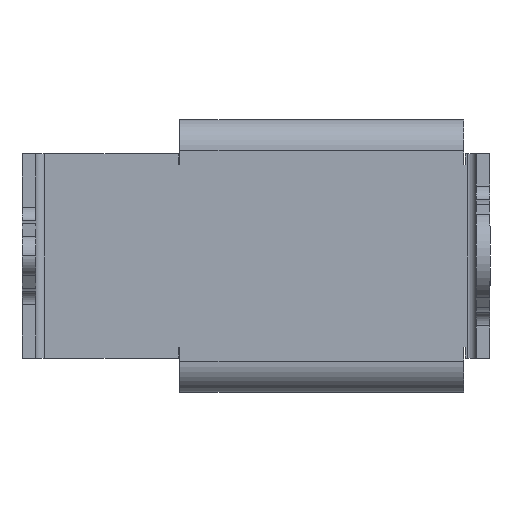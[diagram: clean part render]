
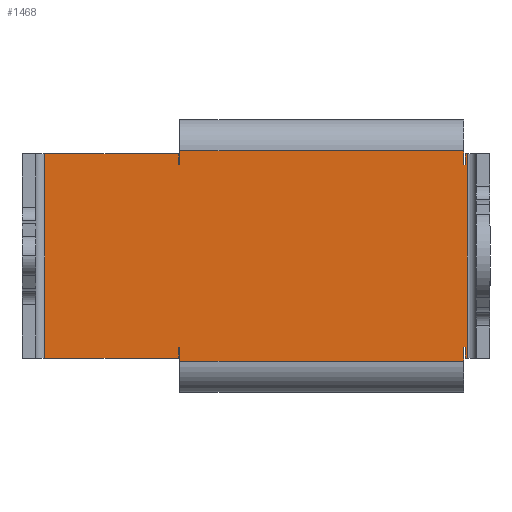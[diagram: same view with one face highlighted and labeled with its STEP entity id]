
A CAD part, front view. The second image highlights one B-rep face of the part: STEP entity #1468.
In plain terms, the highlighted planar face has unit normal (0, -1, 0).
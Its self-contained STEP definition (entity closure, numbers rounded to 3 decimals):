
#4 = CARTESIAN_POINT ( 'NONE',  ( -4.728, 5.085, -2.285 ) ) ;
#7 = VERTEX_POINT ( 'NONE', #654 ) ;
#9 = VERTEX_POINT ( 'NONE', #833 ) ;
#20 = LINE ( 'NONE', #1612, #1651 ) ;
#37 = CARTESIAN_POINT ( 'NONE',  ( 4.648, 5.085, -2.35 ) ) ;
#39 = LINE ( 'NONE', #120, #1307 ) ;
#49 = EDGE_CURVE ( 'NONE', #2325, #474, #311, .T. ) ;
#50 = DIRECTION ( 'NONE',  ( -1., 0., 0. ) ) ;
#63 = CARTESIAN_POINT ( 'NONE',  ( 4.728, 5.085, 2.285 ) ) ;
#69 = EDGE_CURVE ( 'NONE', #1569, #826, #1306, .T. ) ;
#72 = EDGE_CURVE ( 'NONE', #499, #271, #1860, .T. ) ;
#87 = VECTOR ( 'NONE', #1552, 1000. ) ;
#111 = LINE ( 'NONE', #2295, #1409 ) ;
#120 = CARTESIAN_POINT ( 'NONE',  ( 4.648, 5.085, 2.35 ) ) ;
#121 = ORIENTED_EDGE ( 'NONE', *, *, #1699, .T. ) ;
#140 = CARTESIAN_POINT ( 'NONE',  ( 0., 5.085, -2.045 ) ) ;
#148 = LINE ( 'NONE', #570, #638 ) ;
#169 = CARTESIAN_POINT ( 'NONE',  ( 4.648, 5.085, -2.045 ) ) ;
#170 = VECTOR ( 'NONE', #679, 1000. ) ;
#171 = VECTOR ( 'NONE', #1678, 1000. ) ;
#198 = DIRECTION ( 'NONE',  ( 1., 0., 0. ) ) ;
#210 = EDGE_CURVE ( 'NONE', #2325, #9, #914, .T. ) ;
#212 = LINE ( 'NONE', #2180, #1737 ) ;
#215 = CARTESIAN_POINT ( 'NONE',  ( 0., 5.085, 0. ) ) ;
#258 = ORIENTED_EDGE ( 'NONE', *, *, #2322, .F. ) ;
#271 = VERTEX_POINT ( 'NONE', #282 ) ;
#272 = CARTESIAN_POINT ( 'NONE',  ( 0., 5.085, 2.285 ) ) ;
#282 = CARTESIAN_POINT ( 'NONE',  ( -1.732, 5.085, 2.285 ) ) ;
#311 = LINE ( 'NONE', #2364, #170 ) ;
#323 = VECTOR ( 'NONE', #1327, 1000. ) ;
#326 = EDGE_CURVE ( 'NONE', #1819, #2334, #848, .T. ) ;
#338 = VERTEX_POINT ( 'NONE', #1123 ) ;
#363 = ORIENTED_EDGE ( 'NONE', *, *, #970, .F. ) ;
#364 = CARTESIAN_POINT ( 'NONE',  ( 0., 5.085, 2.285 ) ) ;
#403 = DIRECTION ( 'NONE',  ( 0., 0., 1. ) ) ;
#410 = DIRECTION ( 'NONE',  ( 0., 1., 0. ) ) ;
#474 = VERTEX_POINT ( 'NONE', #2632 ) ;
#499 = VERTEX_POINT ( 'NONE', #1633 ) ;
#508 = DIRECTION ( 'NONE',  ( 1., 0., 0. ) ) ;
#556 = ORIENTED_EDGE ( 'NONE', *, *, #72, .F. ) ;
#570 = CARTESIAN_POINT ( 'NONE',  ( -1.732, 5.085, 0. ) ) ;
#611 = VECTOR ( 'NONE', #639, 1000. ) ;
#627 = EDGE_CURVE ( 'NONE', #2368, #2549, #212, .T. ) ;
#632 = VERTEX_POINT ( 'NONE', #1878 ) ;
#638 = VECTOR ( 'NONE', #1389, 1000. ) ;
#639 = DIRECTION ( 'NONE',  ( 0., 0., 1. ) ) ;
#644 = EDGE_CURVE ( 'NONE', #7, #2114, #111, .T. ) ;
#654 = CARTESIAN_POINT ( 'NONE',  ( 4.678, 5.085, -2.285 ) ) ;
#677 = ORIENTED_EDGE ( 'NONE', *, *, #49, .F. ) ;
#679 = DIRECTION ( 'NONE',  ( 0., 0., 1. ) ) ;
#700 = CARTESIAN_POINT ( 'NONE',  ( 0., 5.085, 2.045 ) ) ;
#826 = VERTEX_POINT ( 'NONE', #1490 ) ;
#830 = CARTESIAN_POINT ( 'NONE',  ( 4.678, 5.085, 0. ) ) ;
#833 = CARTESIAN_POINT ( 'NONE',  ( -1.732, 5.085, 2.045 ) ) ;
#848 = LINE ( 'NONE', #877, #2402 ) ;
#877 = CARTESIAN_POINT ( 'NONE',  ( -1.732, 5.085, 0. ) ) ;
#914 = LINE ( 'NONE', #1423, #2528 ) ;
#938 = CARTESIAN_POINT ( 'NONE',  ( -1.732, 5.085, -2.045 ) ) ;
#952 = ORIENTED_EDGE ( 'NONE', *, *, #1305, .F. ) ;
#970 = EDGE_CURVE ( 'NONE', #7, #2113, #1173, .T. ) ;
#971 = VERTEX_POINT ( 'NONE', #2382 ) ;
#1012 = CARTESIAN_POINT ( 'NONE',  ( 4.728, 5.085, -2.285 ) ) ;
#1020 = DIRECTION ( 'NONE',  ( 0., 0., 1. ) ) ;
#1027 = DIRECTION ( 'NONE',  ( 0., 0., -1. ) ) ;
#1098 = DIRECTION ( 'NONE',  ( 1., 0., 0. ) ) ;
#1123 = CARTESIAN_POINT ( 'NONE',  ( 4.648, 5.085, 2.35 ) ) ;
#1137 = CARTESIAN_POINT ( 'NONE',  ( -1.702, 5.085, -2.35 ) ) ;
#1152 = VECTOR ( 'NONE', #2024, 1000. ) ;
#1173 = LINE ( 'NONE', #830, #1499 ) ;
#1205 = LINE ( 'NONE', #1268, #2366 ) ;
#1221 = DIRECTION ( 'NONE',  ( 1., 0., 0. ) ) ;
#1228 = ORIENTED_EDGE ( 'NONE', *, *, #2062, .F. ) ;
#1240 = CARTESIAN_POINT ( 'NONE',  ( 0., 5.085, -2.045 ) ) ;
#1253 = EDGE_CURVE ( 'NONE', #826, #338, #39, .T. ) ;
#1268 = CARTESIAN_POINT ( 'NONE',  ( 4.728, 5.085, 0. ) ) ;
#1288 = LINE ( 'NONE', #140, #87 ) ;
#1305 = EDGE_CURVE ( 'NONE', #971, #2334, #1924, .T. ) ;
#1306 = LINE ( 'NONE', #700, #1363 ) ;
#1307 = VECTOR ( 'NONE', #1531, 1000. ) ;
#1327 = DIRECTION ( 'NONE',  ( 1., 0., 0. ) ) ;
#1363 = VECTOR ( 'NONE', #50, 1000. ) ;
#1371 = CARTESIAN_POINT ( 'NONE',  ( 4.678, 5.085, 2.045 ) ) ;
#1378 = ORIENTED_EDGE ( 'NONE', *, *, #2578, .T. ) ;
#1389 = DIRECTION ( 'NONE',  ( 0., 0., -1. ) ) ;
#1409 = VECTOR ( 'NONE', #1098, 1000. ) ;
#1414 = EDGE_CURVE ( 'NONE', #1434, #2114, #1205, .T. ) ;
#1423 = CARTESIAN_POINT ( 'NONE',  ( 0., 5.085, 2.045 ) ) ;
#1434 = VERTEX_POINT ( 'NONE', #63 ) ;
#1455 = DIRECTION ( 'NONE',  ( 1., 0., 0. ) ) ;
#1468 = ADVANCED_FACE ( 'NONE', ( #2430 ), #1621, .F. ) ;
#1490 = CARTESIAN_POINT ( 'NONE',  ( 4.648, 5.085, 2.045 ) ) ;
#1499 = VECTOR ( 'NONE', #1020, 1000. ) ;
#1520 = ORIENTED_EDGE ( 'NONE', *, *, #1414, .F. ) ;
#1531 = DIRECTION ( 'NONE',  ( 0., 0., 1. ) ) ;
#1539 = LINE ( 'NONE', #37, #611 ) ;
#1552 = DIRECTION ( 'NONE',  ( -1., 0., 0. ) ) ;
#1569 = VERTEX_POINT ( 'NONE', #1371 ) ;
#1583 = DIRECTION ( 'NONE',  ( 0., 0., -1. ) ) ;
#1612 = CARTESIAN_POINT ( 'NONE',  ( 0., 5.085, -2.285 ) ) ;
#1616 = CARTESIAN_POINT ( 'NONE',  ( 4.678, 5.085, 0. ) ) ;
#1621 = PLANE ( 'NONE',  #2545 ) ;
#1632 = VERTEX_POINT ( 'NONE', #169 ) ;
#1633 = CARTESIAN_POINT ( 'NONE',  ( -4.728, 5.085, 2.285 ) ) ;
#1644 = CARTESIAN_POINT ( 'NONE',  ( 4.648, 5.085, -2.35 ) ) ;
#1648 = LINE ( 'NONE', #2060, #2603 ) ;
#1651 = VECTOR ( 'NONE', #198, 1000. ) ;
#1662 = CARTESIAN_POINT ( 'NONE',  ( -4.728, 5.085, 0. ) ) ;
#1678 = DIRECTION ( 'NONE',  ( -1., 0., 0. ) ) ;
#1681 = DIRECTION ( 'NONE',  ( 0., 0., 1. ) ) ;
#1699 = EDGE_CURVE ( 'NONE', #2130, #1819, #20, .T. ) ;
#1737 = VECTOR ( 'NONE', #508, 1000. ) ;
#1819 = VERTEX_POINT ( 'NONE', #1967 ) ;
#1851 = DIRECTION ( 'NONE',  ( -1., 0., 0. ) ) ;
#1860 = LINE ( 'NONE', #272, #2338 ) ;
#1864 = ORIENTED_EDGE ( 'NONE', *, *, #644, .T. ) ;
#1878 = CARTESIAN_POINT ( 'NONE',  ( 4.678, 5.085, 2.285 ) ) ;
#1924 = LINE ( 'NONE', #1240, #171 ) ;
#1934 = LINE ( 'NONE', #364, #323 ) ;
#1958 = EDGE_CURVE ( 'NONE', #271, #9, #148, .T. ) ;
#1962 = ORIENTED_EDGE ( 'NONE', *, *, #1253, .T. ) ;
#1967 = CARTESIAN_POINT ( 'NONE',  ( -1.732, 5.085, -2.285 ) ) ;
#2024 = DIRECTION ( 'NONE',  ( 0., 0., 1. ) ) ;
#2060 = CARTESIAN_POINT ( 'NONE',  ( -1.702, 5.085, 2.35 ) ) ;
#2062 = EDGE_CURVE ( 'NONE', #2368, #971, #2248, .T. ) ;
#2081 = EDGE_CURVE ( 'NONE', #474, #338, #1648, .T. ) ;
#2090 = VECTOR ( 'NONE', #1027, 1000. ) ;
#2100 = EDGE_LOOP ( 'NONE', ( #2198, #952, #1228, #2593, #1378, #2308, #363, #1864, #1520, #258, #2446, #2476, #1962, #2370, #677, #2243, #2176, #556, #2577, #121 ) ) ;
#2113 = VERTEX_POINT ( 'NONE', #2468 ) ;
#2114 = VERTEX_POINT ( 'NONE', #1012 ) ;
#2128 = LINE ( 'NONE', #1616, #2608 ) ;
#2130 = VERTEX_POINT ( 'NONE', #4 ) ;
#2176 = ORIENTED_EDGE ( 'NONE', *, *, #1958, .F. ) ;
#2180 = CARTESIAN_POINT ( 'NONE',  ( -1.702, 5.085, -2.35 ) ) ;
#2198 = ORIENTED_EDGE ( 'NONE', *, *, #326, .T. ) ;
#2243 = ORIENTED_EDGE ( 'NONE', *, *, #210, .T. ) ;
#2248 = LINE ( 'NONE', #2460, #1152 ) ;
#2295 = CARTESIAN_POINT ( 'NONE',  ( 0., 5.085, -2.285 ) ) ;
#2308 = ORIENTED_EDGE ( 'NONE', *, *, #2340, .F. ) ;
#2322 = EDGE_CURVE ( 'NONE', #632, #1434, #1934, .T. ) ;
#2325 = VERTEX_POINT ( 'NONE', #2363 ) ;
#2334 = VERTEX_POINT ( 'NONE', #938 ) ;
#2338 = VECTOR ( 'NONE', #1455, 1000. ) ;
#2340 = EDGE_CURVE ( 'NONE', #2113, #1632, #1288, .T. ) ;
#2363 = CARTESIAN_POINT ( 'NONE',  ( -1.702, 5.085, 2.045 ) ) ;
#2364 = CARTESIAN_POINT ( 'NONE',  ( -1.702, 5.085, 2.35 ) ) ;
#2366 = VECTOR ( 'NONE', #2501, 1000. ) ;
#2368 = VERTEX_POINT ( 'NONE', #1137 ) ;
#2370 = ORIENTED_EDGE ( 'NONE', *, *, #2081, .F. ) ;
#2382 = CARTESIAN_POINT ( 'NONE',  ( -1.702, 5.085, -2.045 ) ) ;
#2402 = VECTOR ( 'NONE', #1681, 1000. ) ;
#2430 = FACE_OUTER_BOUND ( 'NONE', #2100, .T. ) ;
#2442 = EDGE_CURVE ( 'NONE', #632, #1569, #2128, .T. ) ;
#2446 = ORIENTED_EDGE ( 'NONE', *, *, #2442, .T. ) ;
#2460 = CARTESIAN_POINT ( 'NONE',  ( -1.702, 5.085, -2.35 ) ) ;
#2468 = CARTESIAN_POINT ( 'NONE',  ( 4.678, 5.085, -2.045 ) ) ;
#2476 = ORIENTED_EDGE ( 'NONE', *, *, #69, .T. ) ;
#2501 = DIRECTION ( 'NONE',  ( 0., 0., -1. ) ) ;
#2528 = VECTOR ( 'NONE', #1851, 1000. ) ;
#2545 = AXIS2_PLACEMENT_3D ( 'NONE', #215, #410, #403 ) ;
#2549 = VERTEX_POINT ( 'NONE', #1644 ) ;
#2575 = EDGE_CURVE ( 'NONE', #499, #2130, #2641, .T. ) ;
#2577 = ORIENTED_EDGE ( 'NONE', *, *, #2575, .T. ) ;
#2578 = EDGE_CURVE ( 'NONE', #2549, #1632, #1539, .T. ) ;
#2593 = ORIENTED_EDGE ( 'NONE', *, *, #627, .T. ) ;
#2603 = VECTOR ( 'NONE', #1221, 1000. ) ;
#2608 = VECTOR ( 'NONE', #1583, 1000. ) ;
#2632 = CARTESIAN_POINT ( 'NONE',  ( -1.702, 5.085, 2.35 ) ) ;
#2641 = LINE ( 'NONE', #1662, #2090 ) ;
